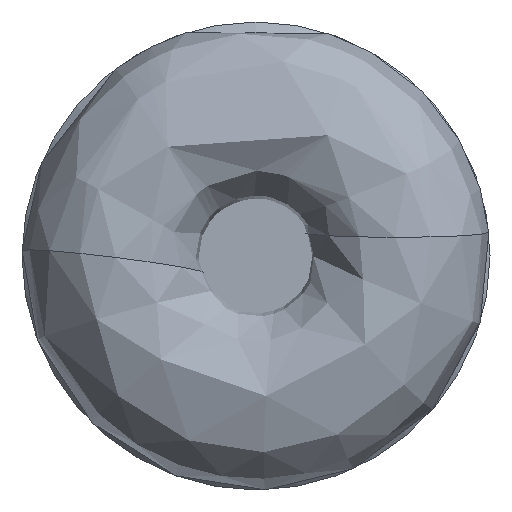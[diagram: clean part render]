
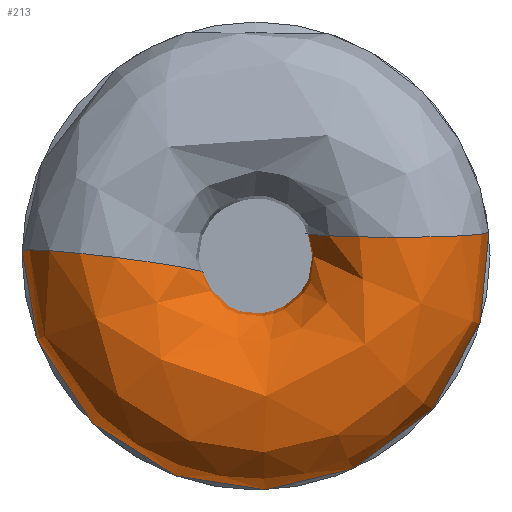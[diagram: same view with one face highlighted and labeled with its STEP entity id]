
A CAD part, left-side view. The second image highlights one B-rep face of the part: STEP entity #213.
In plain terms, the highlighted free-form (B-spline) face has degree [3, 3] with [7, 7] control points.
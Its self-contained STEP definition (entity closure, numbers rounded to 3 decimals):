
#213=ADVANCED_FACE('',(#235,#236),#233,.T.);
#233=(
BOUNDED_SURFACE()
B_SPLINE_SURFACE(3,3,((#509,#510,#511,#512,#513,#514,#515),(#516,#517,#518,
#519,#520,#521,#522),(#523,#524,#525,#526,#527,#528,#529),(#530,#531,#532,
#533,#534,#535,#536),(#537,#538,#539,#540,#541,#542,#543),(#544,#545,#546,
#547,#548,#549,#550),(#551,#552,#553,#554,#555,#556,#557)),
 .UNSPECIFIED.,.T.,.F.,.F.)
B_SPLINE_SURFACE_WITH_KNOTS((1,3,3,3,1),(4,3,4),(-0.5,0.,0.5,1.,1.5),(0.,
0.5,1.),.UNSPECIFIED.)
GEOMETRIC_REPRESENTATION_ITEM()
RATIONAL_B_SPLINE_SURFACE(((1.,0.79,0.79,1.,0.79,
0.79,1.),(0.333,0.263,0.263,
0.333,0.263,0.263,0.333),
(0.333,0.263,0.263,0.333,
0.263,0.263,0.333),(1.,0.79,
0.79,1.,0.79,0.79,1.),(0.333,
0.263,0.263,0.333,0.263,
0.263,0.333),(0.333,0.263,
0.263,0.333,0.263,0.263,
0.333),(1.,0.79,0.79,1.,0.79,
0.79,1.)))
REPRESENTATION_ITEM('')
SURFACE()
);
#235=FACE_BOUND('',#271,.T.);
#236=FACE_BOUND('',#272,.T.);
#271=EDGE_LOOP('',(#309));
#272=EDGE_LOOP('',(#310));
#309=ORIENTED_EDGE('',*,*,#366,.F.);
#310=ORIENTED_EDGE('',*,*,#367,.T.);
#347=VERTEX_POINT('',#506);
#348=VERTEX_POINT('',#508);
#366=EDGE_CURVE('',#347,#347,#385,.T.);
#367=EDGE_CURVE('',#348,#348,#386,.T.);
#385=CIRCLE('',#405,5.);
#386=CIRCLE('',#406,5.);
#405=AXIS2_PLACEMENT_3D('',#505,#437,#438);
#406=AXIS2_PLACEMENT_3D('',#507,#439,#440);
#437=DIRECTION('',(-0.052,0.,0.999));
#438=DIRECTION('',(0.999,0.,0.052));
#439=DIRECTION('',(-0.052,0.123,-0.991));
#440=DIRECTION('',(0.999,0.006,-0.052));
#505=CARTESIAN_POINT('',(4.993,-7.436,1.262));
#506=CARTESIAN_POINT('',(9.986,-7.436,1.523));
#507=CARTESIAN_POINT('',(4.993,7.535,-0.337));
#508=CARTESIAN_POINT('',(9.986,7.567,-0.597));
#509=CARTESIAN_POINT('',(9.986,7.567,-0.597));
#510=CARTESIAN_POINT('',(9.986,7.2,-5.249));
#511=CARTESIAN_POINT('',(9.986,3.559,-8.169));
#512=CARTESIAN_POINT('',(9.986,-1.062,-7.516));
#513=CARTESIAN_POINT('',(9.986,-5.683,-6.863));
#514=CARTESIAN_POINT('',(9.986,-8.373,-3.049));
#515=CARTESIAN_POINT('',(9.986,-7.436,1.523));
#516=CARTESIAN_POINT('',(9.986,-2.357,-1.827));
#517=CARTESIAN_POINT('',(9.986,-3.481,-0.378));
#518=CARTESIAN_POINT('',(9.986,-3.194,1.433));
#519=CARTESIAN_POINT('',(9.986,-1.679,2.465));
#520=CARTESIAN_POINT('',(9.986,-0.163,3.497));
#521=CARTESIAN_POINT('',(9.986,1.627,3.1));
#522=CARTESIAN_POINT('',(9.986,2.564,1.523));
#523=CARTESIAN_POINT('',(0.,-2.421,-1.308));
#524=CARTESIAN_POINT('',(0.,-3.226,0.181));
#525=CARTESIAN_POINT('',(0.,-2.692,1.787));
#526=CARTESIAN_POINT('',(0.,-1.156,2.498));
#527=CARTESIAN_POINT('',(0.,0.379,3.208));
#528=CARTESIAN_POINT('',(0.,1.949,2.577));
#529=CARTESIAN_POINT('',(0.,2.564,1.));
#530=CARTESIAN_POINT('',(0.,7.503,-0.077));
#531=CARTESIAN_POINT('',(0.,7.455,-4.69));
#532=CARTESIAN_POINT('',(0.,4.062,-7.815));
#533=CARTESIAN_POINT('',(0.,-0.54,-7.483));
#534=CARTESIAN_POINT('',(0.,-5.141,-7.152));
#535=CARTESIAN_POINT('',(0.,-8.051,-3.572));
#536=CARTESIAN_POINT('',(0.,-7.436,1.));
#537=CARTESIAN_POINT('',(0.,17.426,1.154));
#538=CARTESIAN_POINT('',(0.,18.136,-9.561));
#539=CARTESIAN_POINT('',(0.,10.815,-17.417));
#540=CARTESIAN_POINT('',(0.,0.077,-17.464));
#541=CARTESIAN_POINT('',(0.,-10.661,-17.512));
#542=CARTESIAN_POINT('',(0.,-18.051,-9.721));
#543=CARTESIAN_POINT('',(0.,-17.436,1.));
#544=CARTESIAN_POINT('',(9.986,17.491,0.634));
#545=CARTESIAN_POINT('',(9.986,17.881,-10.12));
#546=CARTESIAN_POINT('',(9.986,10.312,-17.771));
#547=CARTESIAN_POINT('',(9.986,-0.445,-17.497));
#548=CARTESIAN_POINT('',(9.986,-11.203,-17.223));
#549=CARTESIAN_POINT('',(9.986,-18.373,-9.197));
#550=CARTESIAN_POINT('',(9.986,-17.436,1.523));
#551=CARTESIAN_POINT('',(9.986,7.567,-0.597));
#552=CARTESIAN_POINT('',(9.986,7.2,-5.249));
#553=CARTESIAN_POINT('',(9.986,3.559,-8.169));
#554=CARTESIAN_POINT('',(9.986,-1.062,-7.516));
#555=CARTESIAN_POINT('',(9.986,-5.683,-6.863));
#556=CARTESIAN_POINT('',(9.986,-8.373,-3.049));
#557=CARTESIAN_POINT('',(9.986,-7.436,1.523));
